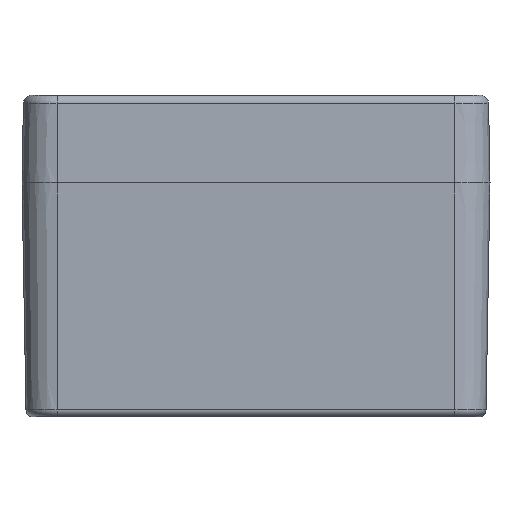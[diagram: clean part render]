
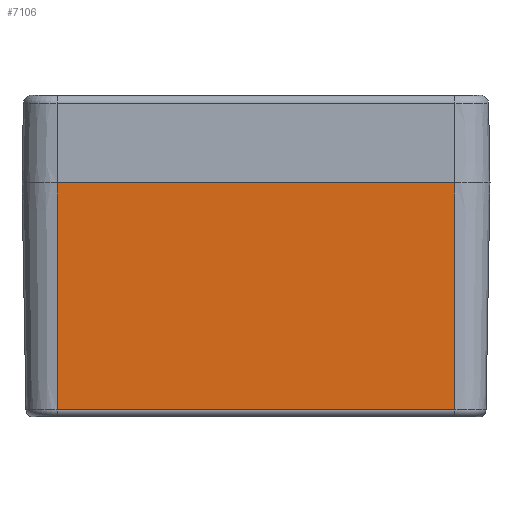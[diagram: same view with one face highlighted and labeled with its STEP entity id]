
A CAD part, left-side view. The second image highlights one B-rep face of the part: STEP entity #7106.
In plain terms, the highlighted planar face has unit normal (-1, 0, -0.018).
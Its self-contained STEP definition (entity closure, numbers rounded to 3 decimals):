
#3300=CARTESIAN_POINT('',(-99.323,-34.,-38.772));
#3301=VERTEX_POINT('',#3300);
#3336=CARTESIAN_POINT('',(-99.323,34.,-38.772));
#3337=VERTEX_POINT('',#3336);
#3369=CARTESIAN_POINT('',(-99.323,-34.,-38.772));
#3370=DIRECTION('',(0.0,1.0,0.0));
#3371=VECTOR('',#3370,68.);
#3372=LINE('',#3369,#3371);
#3373=EDGE_CURVE('',#3301,#3337,#3372,.T.);
#3399=CARTESIAN_POINT('',(-100.,-34.,0.0));
#3400=VERTEX_POINT('',#3399);
#3408=CARTESIAN_POINT('',(-100.,-34.,0.0));
#3409=DIRECTION('',(0.017,0.0,-1.));
#3410=VECTOR('',#3409,38.778);
#3411=LINE('',#3408,#3410);
#3412=EDGE_CURVE('',#3400,#3301,#3411,.T.);
#7071=CARTESIAN_POINT('',(-100.,34.,0.0));
#7072=VERTEX_POINT('',#7071);
#7073=CARTESIAN_POINT('',(-100.,34.,0.0));
#7074=DIRECTION('',(0.017,0.0,-1.));
#7075=VECTOR('',#7074,38.778);
#7076=LINE('',#7073,#7075);
#7077=EDGE_CURVE('',#7072,#3337,#7076,.T.);
#7090=CARTESIAN_POINT('',(-100.,34.,0.0));
#7091=DIRECTION('',(-1.,0.0,-0.017));
#7092=DIRECTION('',(0.0,1.0,0.0));
#7093=AXIS2_PLACEMENT_3D('',#7090,#7091,#7092);
#7094=PLANE('',#7093);
#7095=ORIENTED_EDGE('',*,*,#3373,.F.);
#7096=ORIENTED_EDGE('',*,*,#3412,.F.);
#7097=CARTESIAN_POINT('',(-100.,-34.,0.0));
#7098=DIRECTION('',(0.0,1.0,0.0));
#7099=VECTOR('',#7098,68.);
#7100=LINE('',#7097,#7099);
#7101=EDGE_CURVE('',#3400,#7072,#7100,.T.);
#7102=ORIENTED_EDGE('',*,*,#7101,.T.);
#7103=ORIENTED_EDGE('',*,*,#7077,.T.);
#7104=EDGE_LOOP('',(#7095,#7096,#7102,#7103));
#7105=FACE_OUTER_BOUND('',#7104,.T.);
#7106=ADVANCED_FACE('',(#7105),#7094,.T.);
